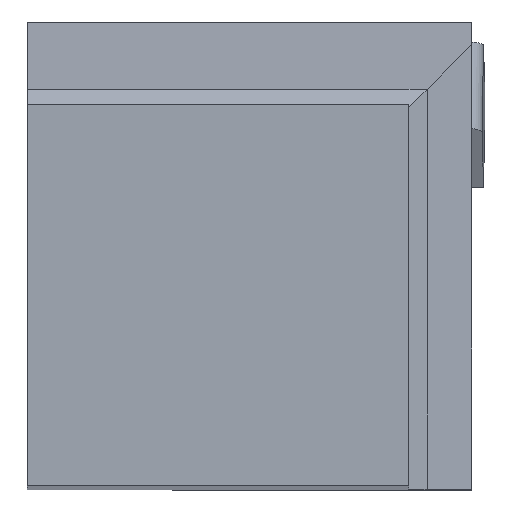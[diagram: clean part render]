
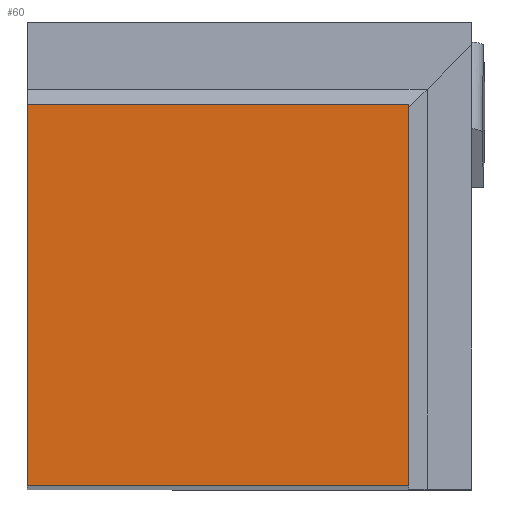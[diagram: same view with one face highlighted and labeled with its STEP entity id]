
A CAD part, top view. The second image highlights one B-rep face of the part: STEP entity #60.
In plain terms, the highlighted planar face has unit normal (0, 0, 1).
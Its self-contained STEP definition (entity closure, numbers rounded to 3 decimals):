
#60=ADVANCED_FACE('',(#122),#92,.T.);
#92=PLANE('',#636);
#122=FACE_OUTER_BOUND('',#154,.T.);
#154=EDGE_LOOP('',(#186,#187,#188,#189));
#186=ORIENTED_EDGE('',*,*,#388,.T.);
#187=ORIENTED_EDGE('',*,*,#389,.T.);
#188=ORIENTED_EDGE('',*,*,#390,.F.);
#189=ORIENTED_EDGE('',*,*,#391,.T.);
#338=VERTEX_POINT('',#829);
#339=VERTEX_POINT('',#830);
#340=VERTEX_POINT('',#832);
#341=VERTEX_POINT('',#834);
#388=EDGE_CURVE('',#338,#339,#464,.T.);
#389=EDGE_CURVE('',#339,#340,#465,.T.);
#390=EDGE_CURVE('',#341,#340,#466,.T.);
#391=EDGE_CURVE('',#341,#338,#467,.T.);
#464=LINE('',#828,#536);
#465=LINE('',#831,#537);
#466=LINE('',#833,#538);
#467=LINE('',#835,#539);
#536=VECTOR('',#680,1.);
#537=VECTOR('',#681,1.);
#538=VECTOR('',#682,1.);
#539=VECTOR('',#683,1.);
#636=AXIS2_PLACEMENT_3D('',#836,#684,#685);
#680=DIRECTION('',(0.,1.,0.));
#681=DIRECTION('',(-1.,0.,0.));
#682=DIRECTION('',(0.,1.,0.));
#683=DIRECTION('',(1.,0.,0.));
#684=DIRECTION('',(0.,0.,1.));
#685=DIRECTION('',(0.,-1.,0.));
#828=CARTESIAN_POINT('',(7.938,-15.875,68.511));
#829=CARTESIAN_POINT('',(7.938,-15.875,68.511));
#830=CARTESIAN_POINT('',(7.938,0.,68.511));
#831=CARTESIAN_POINT('',(-7.938,0.,68.511));
#832=CARTESIAN_POINT('',(-7.938,0.,68.511));
#833=CARTESIAN_POINT('',(-7.938,-15.875,68.511));
#834=CARTESIAN_POINT('',(-7.938,-15.875,68.511));
#835=CARTESIAN_POINT('',(-7.938,-15.875,68.511));
#836=CARTESIAN_POINT('',(-7.938,-15.875,68.511));
